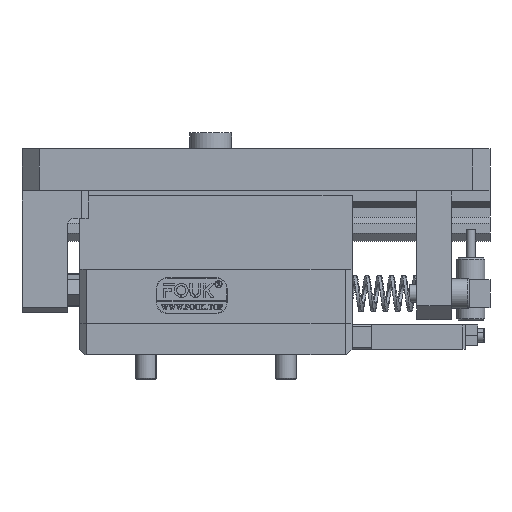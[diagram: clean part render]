
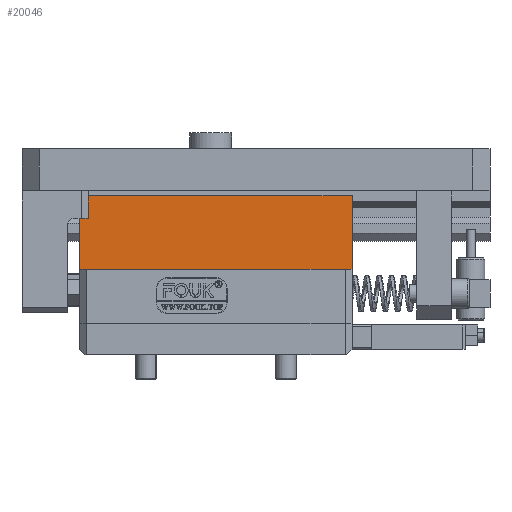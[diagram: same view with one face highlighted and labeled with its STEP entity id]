
A CAD part, front view. The second image highlights one B-rep face of the part: STEP entity #20046.
In plain terms, the highlighted face is planar.
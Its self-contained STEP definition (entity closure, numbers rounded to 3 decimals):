
#1596 = CARTESIAN_POINT ( 'NONE',  ( -22., 10.5, 39. ) ) ;
#2080 = ORIENTED_EDGE ( 'NONE', *, *, #18053, .F. ) ;
#2133 = EDGE_CURVE ( 'NONE', #7905, #13902, #36537, .T. ) ;
#2555 = LINE ( 'NONE', #18198, #28997 ) ;
#2558 = VECTOR ( 'NONE', #36322, 1000. ) ;
#3018 = CARTESIAN_POINT ( 'NONE',  ( -22., 11.5, 25.5 ) ) ;
#3680 = ORIENTED_EDGE ( 'NONE', *, *, #15527, .T. ) ;
#3761 = DIRECTION ( 'NONE',  ( 1., 0., 0. ) ) ;
#4516 = EDGE_CURVE ( 'NONE', #27138, #13853, #19834, .T. ) ;
#5333 = LINE ( 'NONE', #1596, #34941 ) ;
#6148 = VECTOR ( 'NONE', #6824, 1000. ) ;
#6824 = DIRECTION ( 'NONE',  ( 0., -1., 0. ) ) ;
#7905 = VERTEX_POINT ( 'NONE', #15193 ) ;
#8101 = VERTEX_POINT ( 'NONE', #19775 ) ;
#8336 = ORIENTED_EDGE ( 'NONE', *, *, #4516, .F. ) ;
#8509 = CARTESIAN_POINT ( 'NONE',  ( -22., 11.5, -25.5 ) ) ;
#8745 = CARTESIAN_POINT ( 'NONE',  ( -22., 11.5, 39. ) ) ;
#9264 = PLANE ( 'NONE',  #12567 ) ;
#9586 = EDGE_LOOP ( 'NONE', ( #8336, #3680, #32553, #29225, #32329, #16099, #2080, #17934 ) ) ;
#10010 = CARTESIAN_POINT ( 'NONE',  ( -22., 11.5, 25.5 ) ) ;
#10126 = DIRECTION ( 'NONE',  ( 0., -1., 0. ) ) ;
#10244 = VECTOR ( 'NONE', #23002, 1000. ) ;
#10436 = CARTESIAN_POINT ( 'NONE',  ( -22., -13., -39. ) ) ;
#11186 = CARTESIAN_POINT ( 'NONE',  ( -22., -13., 39. ) ) ;
#12236 = EDGE_CURVE ( 'NONE', #7905, #27375, #5333, .T. ) ;
#12567 = AXIS2_PLACEMENT_3D ( 'NONE', #32560, #3761, #29558 ) ;
#12930 = LINE ( 'NONE', #8745, #34008 ) ;
#13853 = VERTEX_POINT ( 'NONE', #24725 ) ;
#13902 = VERTEX_POINT ( 'NONE', #10436 ) ;
#15193 = CARTESIAN_POINT ( 'NONE',  ( -22., 10.5, -39. ) ) ;
#15234 = CARTESIAN_POINT ( 'NONE',  ( -22., 11.5, -25.5 ) ) ;
#15527 = EDGE_CURVE ( 'NONE', #27138, #24692, #12930, .T. ) ;
#15649 = LINE ( 'NONE', #11186, #10244 ) ;
#16099 = ORIENTED_EDGE ( 'NONE', *, *, #24492, .F. ) ;
#16213 = VECTOR ( 'NONE', #10126, 1000. ) ;
#16721 = DIRECTION ( 'NONE',  ( 0., 0., 1. ) ) ;
#16784 = FACE_OUTER_BOUND ( 'NONE', #9586, .T. ) ;
#17934 = ORIENTED_EDGE ( 'NONE', *, *, #35938, .F. ) ;
#18053 = EDGE_CURVE ( 'NONE', #33009, #8101, #28083, .T. ) ;
#18198 = CARTESIAN_POINT ( 'NONE',  ( -22., 10.5, 39. ) ) ;
#19775 = CARTESIAN_POINT ( 'NONE',  ( -22., -13., 39. ) ) ;
#19834 = LINE ( 'NONE', #10010, #16213 ) ;
#20046 = ADVANCED_FACE ( 'NONE', ( #16784 ), #9264, .F. ) ;
#23002 = DIRECTION ( 'NONE',  ( 0., 0., -1. ) ) ;
#24492 = EDGE_CURVE ( 'NONE', #8101, #13902, #15649, .T. ) ;
#24692 = VERTEX_POINT ( 'NONE', #8509 ) ;
#24725 = CARTESIAN_POINT ( 'NONE',  ( -22., 10.5, 25.5 ) ) ;
#25604 = EDGE_CURVE ( 'NONE', #24692, #27375, #34860, .T. ) ;
#27138 = VERTEX_POINT ( 'NONE', #3018 ) ;
#27375 = VERTEX_POINT ( 'NONE', #35821 ) ;
#28083 = LINE ( 'NONE', #33182, #2558 ) ;
#28881 = DIRECTION ( 'NONE',  ( 0., -1., 0. ) ) ;
#28896 = VECTOR ( 'NONE', #28881, 1000. ) ;
#28997 = VECTOR ( 'NONE', #33555, 1000. ) ;
#29225 = ORIENTED_EDGE ( 'NONE', *, *, #12236, .F. ) ;
#29558 = DIRECTION ( 'NONE',  ( 0., 1., 0. ) ) ;
#31904 = DIRECTION ( 'NONE',  ( 0., 0., -1. ) ) ;
#32329 = ORIENTED_EDGE ( 'NONE', *, *, #2133, .T. ) ;
#32553 = ORIENTED_EDGE ( 'NONE', *, *, #25604, .T. ) ;
#32560 = CARTESIAN_POINT ( 'NONE',  ( -22., 11.5, 39. ) ) ;
#33009 = VERTEX_POINT ( 'NONE', #36005 ) ;
#33182 = CARTESIAN_POINT ( 'NONE',  ( -22., 11.5, 39. ) ) ;
#33555 = DIRECTION ( 'NONE',  ( 0., 0., 1. ) ) ;
#34008 = VECTOR ( 'NONE', #31904, 1000. ) ;
#34294 = CARTESIAN_POINT ( 'NONE',  ( -22., 11.5, -39. ) ) ;
#34860 = LINE ( 'NONE', #15234, #6148 ) ;
#34941 = VECTOR ( 'NONE', #16721, 1000. ) ;
#35821 = CARTESIAN_POINT ( 'NONE',  ( -22., 10.5, -25.5 ) ) ;
#35938 = EDGE_CURVE ( 'NONE', #13853, #33009, #2555, .T. ) ;
#36005 = CARTESIAN_POINT ( 'NONE',  ( -22., 10.5, 39. ) ) ;
#36322 = DIRECTION ( 'NONE',  ( 0., -1., 0. ) ) ;
#36537 = LINE ( 'NONE', #34294, #28896 ) ;
